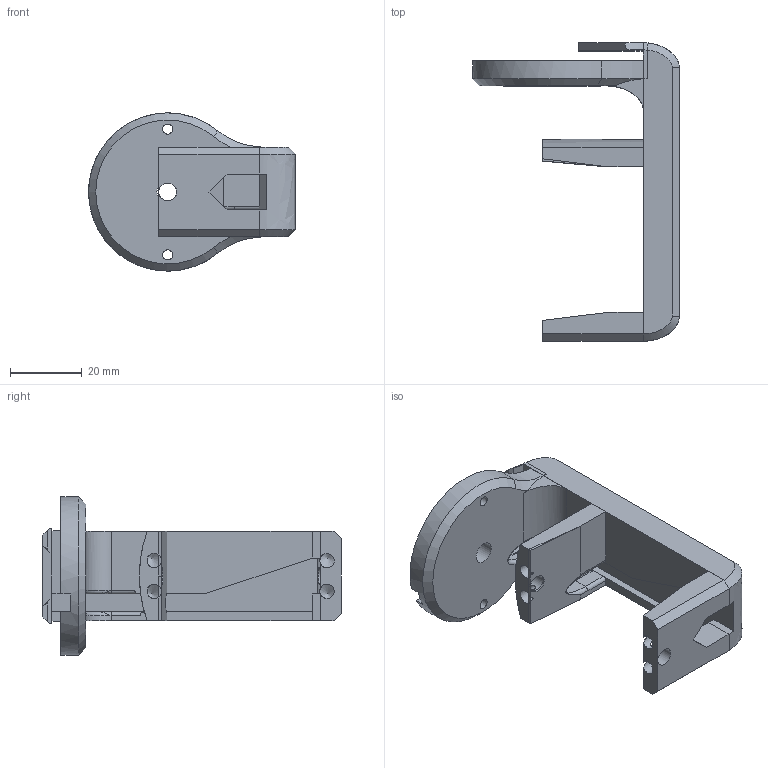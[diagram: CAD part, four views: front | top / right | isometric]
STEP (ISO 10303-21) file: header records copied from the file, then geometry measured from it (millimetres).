
FILE_DESCRIPTION(/* description */ (''),/* implementation_level */ '2;1');
FILE_NAME(/* name */ 'P28_Wheel_Bracket_Split_Left_Wiring_MG996R.step',/* time_stamp */ '2021-01-31T12:54:17+01:00',/* author */ (''),/* organization */ (''),/* preprocessor_version */ 'ST-DEVELOPER v18.1',/* originating_system */ 'Autodesk Translation Framework v9.7.1.1290',/* authorisation */ '');
FILE_SCHEMA (('AUTOMOTIVE_DESIGN { 1 0 10303 214 3 1 1 }'));
Length unit declared in the file: millimetre
Products named in the file (2): P28_Wheel_Bracket_Split_Left_Wiring_MG996R; Bracket
Assembly tree (1 placements, depth 2):
  P28_Wheel_Bracket_Split_Left_Wiring_MG996R
    Bracket
Bounding box: 57.5 x 83 x 44 mm (x, y, z)
Volume: 36026.8 mm3; surface area: 16452 mm2
Topology: 5 solids, 5 shells, 162 faces, 459 edges, 290 vertices
Faces by surface type: plane 75, bspline 40, cylinder 31, cone 16
Full cylindrical faces by diameter (mm): 2.8 x2, 4 x4, 5 x2, 6 x1
Entity records: 8420 total; most frequent: CARTESIAN_POINT 4460, ORIENTED_EDGE 898, DIRECTION 705, EDGE_CURVE 449, VERTEX_POINT 288, LINE 249, VECTOR 249, AXIS2_PLACEMENT_3D 228
